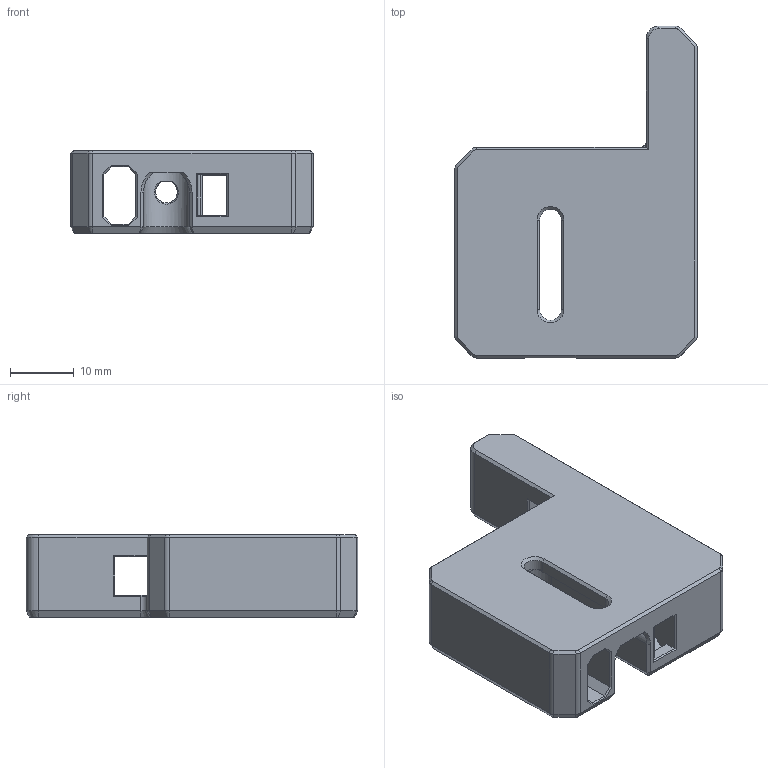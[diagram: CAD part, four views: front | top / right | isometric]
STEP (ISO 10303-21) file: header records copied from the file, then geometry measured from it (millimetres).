
FILE_DESCRIPTION(/* description */ (''),/* implementation_level */ '2;1');
FILE_NAME(/* name */ 'y_belt_tensioner_front.step',/* time_stamp */ '2025-07-28T12:40:16+02:00',/* author */ (''),/* organization */ (''),/* preprocessor_version */ 'ST-DEVELOPER v20.1',/* originating_system */ 'Autodesk Translation Framework v14.10.0.0',/* authorisation */ '');
FILE_SCHEMA (('AUTOMOTIVE_DESIGN { 1 0 10303 214 3 1 1 }'));
Length unit declared in the file: millimetre
Products named in the file (1): y_belt_tensioner_front
Bounding box: 38 x 52 x 13 mm (x, y, z)
Volume: 13379.3 mm3; surface area: 6994.9 mm2
Topology: 1 solids, 1 shells, 271 faces, 722 edges, 451 vertices
Faces by surface type: plane 141, cylinder 99, cone 26, bspline 5
Entity records: 8615 total; most frequent: CARTESIAN_POINT 1678, DIRECTION 1479, ORIENTED_EDGE 1444, EDGE_CURVE 722, AXIS2_PLACEMENT_3D 503, LINE 473, VECTOR 473, VERTEX_POINT 451
